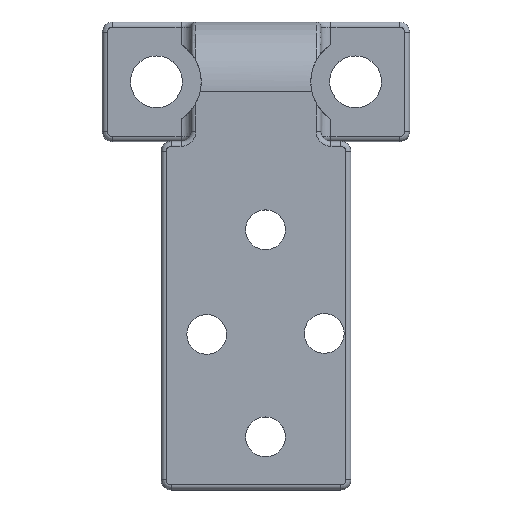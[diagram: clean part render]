
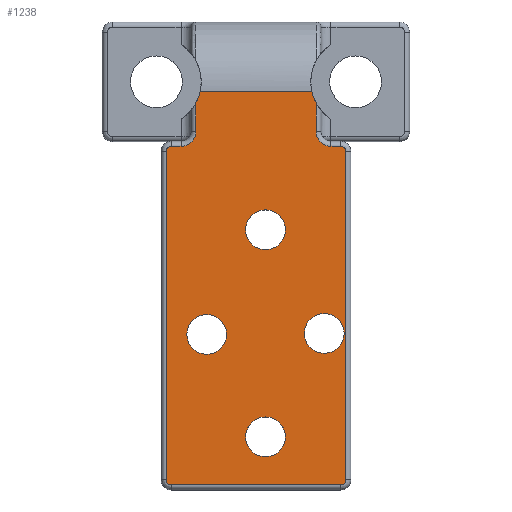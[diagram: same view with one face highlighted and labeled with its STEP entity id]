
A CAD part, top view. The second image highlights one B-rep face of the part: STEP entity #1238.
In plain terms, the highlighted planar face has unit normal (0, 0, 1).
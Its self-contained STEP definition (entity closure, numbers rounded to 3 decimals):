
#20=FACE_BOUND('',#374,.T.);
#21=FACE_BOUND('',#375,.T.);
#22=FACE_BOUND('',#376,.T.);
#23=FACE_BOUND('',#377,.T.);
#34=PLANE('',#1356);
#77=LINE('',#2028,#163);
#78=LINE('',#2039,#164);
#80=LINE('',#2059,#166);
#82=LINE('',#2079,#168);
#84=LINE('',#2099,#170);
#86=LINE('',#2119,#172);
#88=LINE('',#2127,#174);
#89=LINE('',#2130,#175);
#163=VECTOR('',#1545,10.);
#164=VECTOR('',#1558,10.);
#166=VECTOR('',#1570,10.);
#168=VECTOR('',#1582,10.);
#170=VECTOR('',#1594,10.);
#172=VECTOR('',#1606,10.);
#174=VECTOR('',#1618,10.);
#175=VECTOR('',#1621,10.);
#298=FACE_OUTER_BOUND('',#373,.T.);
#373=EDGE_LOOP('',(#957,#958,#959,#960,#961,#962,#963,#964,#965,#966,#967,
#968,#969,#970,#971,#972));
#374=EDGE_LOOP('',(#973));
#375=EDGE_LOOP('',(#974));
#376=EDGE_LOOP('',(#975));
#377=EDGE_LOOP('',(#976));
#451=CIRCLE('',#1322,4.5);
#454=CIRCLE('',#1327,1.5);
#458=CIRCLE('',#1332,0.5);
#462=CIRCLE('',#1337,0.5);
#466=CIRCLE('',#1342,0.5);
#470=CIRCLE('',#1347,0.5);
#474=CIRCLE('',#1353,1.5);
#476=CIRCLE('',#1357,4.5);
#477=CIRCLE('',#1358,2.);
#478=CIRCLE('',#1359,2.);
#479=CIRCLE('',#1360,2.);
#480=CIRCLE('',#1361,2.);
#559=VERTEX_POINT('',#1986);
#560=VERTEX_POINT('',#1995);
#561=VERTEX_POINT('',#2010);
#564=VERTEX_POINT('',#2026);
#566=VERTEX_POINT('',#2031);
#568=VERTEX_POINT('',#2037);
#570=VERTEX_POINT('',#2051);
#572=VERTEX_POINT('',#2057);
#574=VERTEX_POINT('',#2071);
#576=VERTEX_POINT('',#2077);
#578=VERTEX_POINT('',#2091);
#580=VERTEX_POINT('',#2097);
#582=VERTEX_POINT('',#2111);
#584=VERTEX_POINT('',#2117);
#585=VERTEX_POINT('',#2122);
#586=VERTEX_POINT('',#2129);
#587=VERTEX_POINT('',#2132);
#588=VERTEX_POINT('',#2134);
#589=VERTEX_POINT('',#2136);
#590=VERTEX_POINT('',#2138);
#688=EDGE_CURVE('',#560,#559,#451,.T.);
#693=EDGE_CURVE('',#564,#561,#77,.T.);
#695=EDGE_CURVE('',#566,#564,#454,.T.);
#698=EDGE_CURVE('',#568,#566,#78,.T.);
#701=EDGE_CURVE('',#570,#568,#458,.T.);
#704=EDGE_CURVE('',#572,#570,#80,.T.);
#707=EDGE_CURVE('',#574,#572,#462,.T.);
#710=EDGE_CURVE('',#576,#574,#82,.T.);
#713=EDGE_CURVE('',#578,#576,#466,.T.);
#716=EDGE_CURVE('',#580,#578,#84,.T.);
#719=EDGE_CURVE('',#582,#580,#470,.T.);
#722=EDGE_CURVE('',#584,#582,#86,.T.);
#725=EDGE_CURVE('',#585,#584,#474,.T.);
#727=EDGE_CURVE('',#560,#585,#88,.T.);
#728=EDGE_CURVE('',#586,#559,#89,.T.);
#729=EDGE_CURVE('',#586,#561,#476,.T.);
#730=EDGE_CURVE('',#587,#587,#477,.T.);
#731=EDGE_CURVE('',#588,#588,#478,.T.);
#732=EDGE_CURVE('',#589,#589,#479,.T.);
#733=EDGE_CURVE('',#590,#590,#480,.T.);
#957=ORIENTED_EDGE('',*,*,#693,.F.);
#958=ORIENTED_EDGE('',*,*,#695,.F.);
#959=ORIENTED_EDGE('',*,*,#698,.F.);
#960=ORIENTED_EDGE('',*,*,#701,.F.);
#961=ORIENTED_EDGE('',*,*,#704,.F.);
#962=ORIENTED_EDGE('',*,*,#707,.F.);
#963=ORIENTED_EDGE('',*,*,#710,.F.);
#964=ORIENTED_EDGE('',*,*,#713,.F.);
#965=ORIENTED_EDGE('',*,*,#716,.F.);
#966=ORIENTED_EDGE('',*,*,#719,.F.);
#967=ORIENTED_EDGE('',*,*,#722,.F.);
#968=ORIENTED_EDGE('',*,*,#725,.F.);
#969=ORIENTED_EDGE('',*,*,#727,.F.);
#970=ORIENTED_EDGE('',*,*,#688,.T.);
#971=ORIENTED_EDGE('',*,*,#728,.F.);
#972=ORIENTED_EDGE('',*,*,#729,.T.);
#973=ORIENTED_EDGE('',*,*,#730,.T.);
#974=ORIENTED_EDGE('',*,*,#731,.T.);
#975=ORIENTED_EDGE('',*,*,#732,.T.);
#976=ORIENTED_EDGE('',*,*,#733,.T.);
#1238=ADVANCED_FACE('',(#298,#20,#21,#22,#23),#34,.T.);
#1322=AXIS2_PLACEMENT_3D('',#1996,#1538,#1539);
#1327=AXIS2_PLACEMENT_3D('',#2033,#1550,#1551);
#1332=AXIS2_PLACEMENT_3D('',#2053,#1562,#1563);
#1337=AXIS2_PLACEMENT_3D('',#2073,#1574,#1575);
#1342=AXIS2_PLACEMENT_3D('',#2093,#1586,#1587);
#1347=AXIS2_PLACEMENT_3D('',#2113,#1598,#1599);
#1353=AXIS2_PLACEMENT_3D('',#2124,#1612,#1613);
#1356=AXIS2_PLACEMENT_3D('',#2128,#1619,#1620);
#1357=AXIS2_PLACEMENT_3D('',#2131,#1622,#1623);
#1358=AXIS2_PLACEMENT_3D('',#2133,#1624,#1625);
#1359=AXIS2_PLACEMENT_3D('',#2135,#1626,#1627);
#1360=AXIS2_PLACEMENT_3D('',#2137,#1628,#1629);
#1361=AXIS2_PLACEMENT_3D('',#2139,#1630,#1631);
#1538=DIRECTION('center_axis',(0.,0.,-1.));
#1539=DIRECTION('ref_axis',(-1.,0.,0.));
#1545=DIRECTION('',(0.,1.,0.));
#1550=DIRECTION('center_axis',(0.,0.,1.));
#1551=DIRECTION('ref_axis',(0.707,-0.707,0.));
#1558=DIRECTION('',(1.,0.,0.));
#1562=DIRECTION('center_axis',(0.,0.,-1.));
#1563=DIRECTION('ref_axis',(-0.707,0.707,0.));
#1570=DIRECTION('',(0.,1.,0.));
#1574=DIRECTION('center_axis',(0.,0.,-1.));
#1575=DIRECTION('ref_axis',(-0.707,-0.707,0.));
#1582=DIRECTION('',(-1.,0.,0.));
#1586=DIRECTION('center_axis',(0.,0.,-1.));
#1587=DIRECTION('ref_axis',(0.707,-0.707,0.));
#1594=DIRECTION('',(0.,-1.,0.));
#1598=DIRECTION('center_axis',(0.,0.,-1.));
#1599=DIRECTION('ref_axis',(0.707,0.707,0.));
#1606=DIRECTION('',(1.,0.,0.));
#1612=DIRECTION('center_axis',(0.,0.,1.));
#1613=DIRECTION('ref_axis',(-0.707,-0.707,0.));
#1618=DIRECTION('',(0.,-1.,0.));
#1619=DIRECTION('center_axis',(0.,0.,1.));
#1620=DIRECTION('ref_axis',(1.,0.,0.));
#1621=DIRECTION('',(1.,0.,0.));
#1622=DIRECTION('center_axis',(0.,0.,-1.));
#1623=DIRECTION('ref_axis',(-1.,0.,0.));
#1624=DIRECTION('center_axis',(0.,0.,-1.));
#1625=DIRECTION('ref_axis',(1.,0.,0.));
#1626=DIRECTION('center_axis',(0.,0.,-1.));
#1627=DIRECTION('ref_axis',(1.,0.,0.));
#1628=DIRECTION('center_axis',(0.,0.,-1.));
#1629=DIRECTION('ref_axis',(1.,0.,0.));
#1630=DIRECTION('center_axis',(0.,0.,-1.));
#1631=DIRECTION('ref_axis',(1.,0.,0.));
#1986=CARTESIAN_POINT('',(-57.94,-63.126,55.342));
#1995=CARTESIAN_POINT('',(-57.527,-64.236,55.342));
#1996=CARTESIAN_POINT('Origin',(-53.552,-62.126,55.342));
#2010=CARTESIAN_POINT('',(-69.578,-64.236,55.342));
#2026=CARTESIAN_POINT('',(-69.578,-67.126,55.342));
#2028=CARTESIAN_POINT('',(-69.578,-59.126,55.342));
#2031=CARTESIAN_POINT('',(-71.078,-68.626,55.342));
#2033=CARTESIAN_POINT('Origin',(-71.078,-67.126,55.342));
#2037=CARTESIAN_POINT('',(-72.078,-68.626,55.342));
#2039=CARTESIAN_POINT('',(-66.815,-68.626,55.342));
#2051=CARTESIAN_POINT('',(-72.578,-69.126,55.342));
#2053=CARTESIAN_POINT('Origin',(-72.078,-69.126,55.342));
#2057=CARTESIAN_POINT('',(-72.578,-102.126,55.342));
#2059=CARTESIAN_POINT('',(-72.578,-73.876,55.342));
#2071=CARTESIAN_POINT('',(-72.078,-102.626,55.342));
#2073=CARTESIAN_POINT('Origin',(-72.078,-102.126,55.342));
#2077=CARTESIAN_POINT('',(-55.027,-102.626,55.342));
#2079=CARTESIAN_POINT('',(-63.552,-102.626,55.342));
#2091=CARTESIAN_POINT('',(-54.527,-102.126,55.342));
#2093=CARTESIAN_POINT('Origin',(-55.027,-102.126,55.342));
#2097=CARTESIAN_POINT('',(-54.527,-69.126,55.342));
#2099=CARTESIAN_POINT('',(-54.527,-73.876,55.342));
#2111=CARTESIAN_POINT('',(-55.027,-68.626,55.342));
#2113=CARTESIAN_POINT('Origin',(-55.027,-69.126,55.342));
#2117=CARTESIAN_POINT('',(-56.027,-68.626,55.342));
#2119=CARTESIAN_POINT('',(-60.29,-68.626,55.342));
#2122=CARTESIAN_POINT('',(-57.527,-67.126,55.342));
#2124=CARTESIAN_POINT('Origin',(-56.027,-67.126,55.342));
#2127=CARTESIAN_POINT('',(-57.527,-65.126,55.342));
#2128=CARTESIAN_POINT('Origin',(-63.552,-62.126,55.342));
#2129=CARTESIAN_POINT('',(-69.165,-63.126,55.342));
#2130=CARTESIAN_POINT('',(-55.841,-63.126,55.342));
#2131=CARTESIAN_POINT('Origin',(-73.552,-62.126,55.342));
#2132=CARTESIAN_POINT('',(-64.6,-97.8,55.342));
#2133=CARTESIAN_POINT('Origin',(-62.6,-97.8,55.342));
#2134=CARTESIAN_POINT('',(-58.7,-87.4,55.342));
#2135=CARTESIAN_POINT('Origin',(-56.7,-87.4,55.342));
#2136=CARTESIAN_POINT('',(-70.5,-87.5,55.342));
#2137=CARTESIAN_POINT('Origin',(-68.5,-87.5,55.342));
#2138=CARTESIAN_POINT('',(-64.6,-77.,55.342));
#2139=CARTESIAN_POINT('Origin',(-62.6,-77.,55.342));
